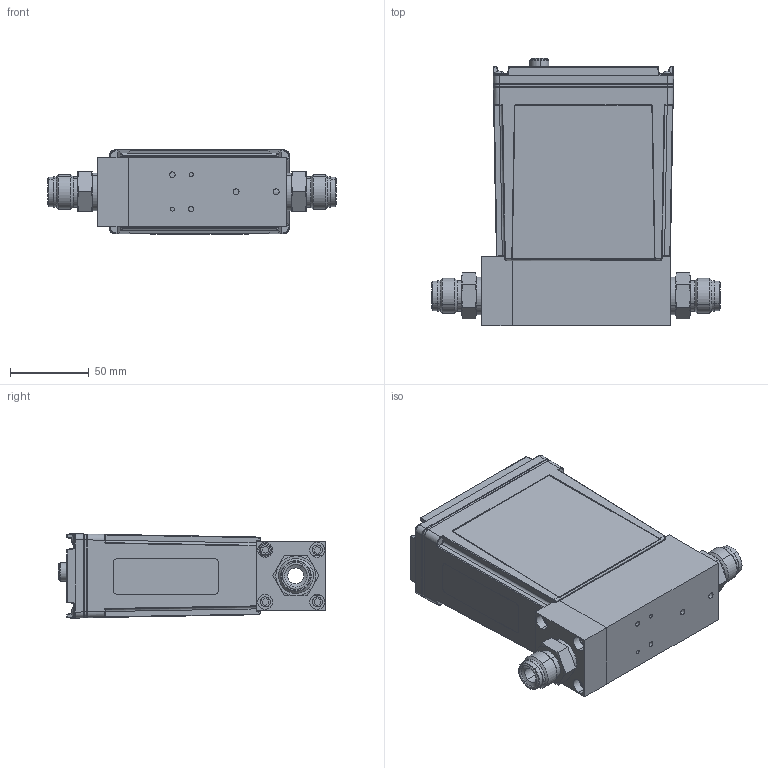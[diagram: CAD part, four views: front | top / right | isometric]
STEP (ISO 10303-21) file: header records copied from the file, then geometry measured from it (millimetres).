
FILE_DESCRIPTION (( 'STEP AP214' ), '1' );
FILE_NAME ('GE250-8VCR-DEVICENET.STEP', '2016-05-25T15:55:33', ( '' ), ( '' ), 'SwSTEP 2.0', 'SolidWorks 2015', '' );
FILE_SCHEMA (( 'AUTOMOTIVE_DESIGN' ));
Length unit declared in the file: inch
Products named in the file (1): GE250-8VCR-DEVICENET
Bounding box: 182.91 x 169.85 x 53.49 mm (x, y, z)
Surface area: 106976 mm2 (no closed solid volume)
Topology: 0 solids, 86 shells, 806 faces, 3818 edges, 2991 vertices
Faces by surface type: plane 360, cylinder 260, bspline 97, cone 46, sphere 23, torus 20
Entity records: 59976 total; most frequent: CARTESIAN_POINT 21726, ORIENTED_EDGE 5149, DIRECTION 5062, EDGE_CURVE 3792, VERTEX_POINT 2991, LINE 2078, VECTOR 2078, AXIS2_PLACEMENT_3D 1492
